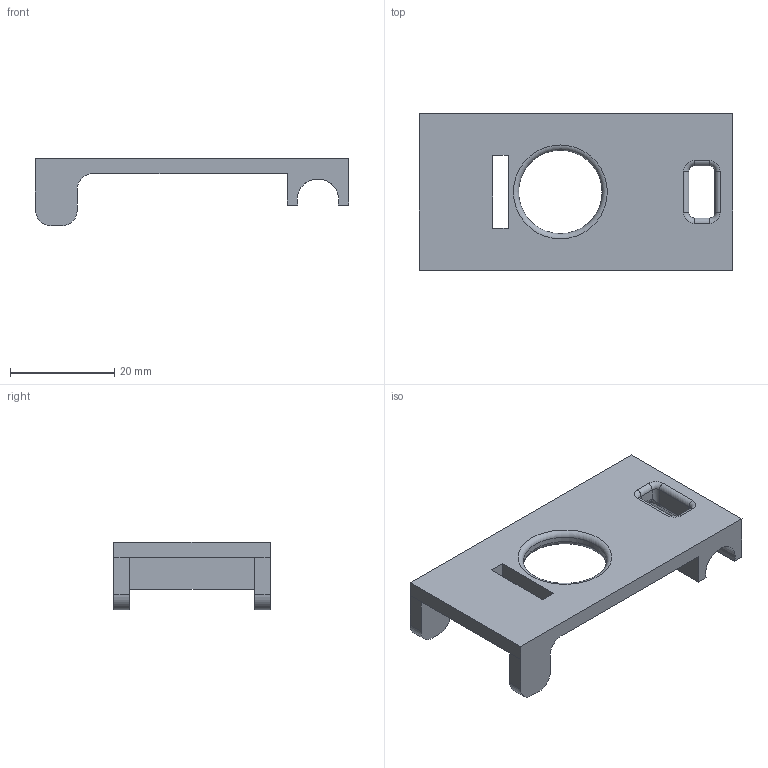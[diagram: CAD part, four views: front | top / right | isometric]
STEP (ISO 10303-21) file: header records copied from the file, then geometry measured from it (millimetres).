
FILE_DESCRIPTION(('FreeCAD Model'),'2;1');
FILE_NAME( 'laser_sledge.step', '2019-03-03T18:39:36',('Author'),(''), 'Open CASCADE STEP processor 7.3','FreeCAD','Unknown');
FILE_SCHEMA(('AUTOMOTIVE_DESIGN { 1 0 10303 214 1 1 1 1 }'));
Length unit declared in the file: millimetre
Products named in the file (2): Part; Body
Assembly tree (1 placements, depth 2):
  Part
    Body
Bounding box: 60 x 30 x 13 mm (x, y, z)
Volume: 6021.3 mm3; surface area: 4927.5 mm2
Topology: 1 solids, 1 shells, 57 faces, 143 edges, 88 vertices
Faces by surface type: plane 27, cylinder 18, torus 8, bspline 4
Full cylindrical faces by diameter (mm): 16 x1
Entity records: 3888 total; most frequent: CARTESIAN_POINT 990, DIRECTION 540, LINE 335, VECTOR 335, ORIENTED_EDGE 286, PCURVE 286, DEFINITIONAL_REPRESENTATION 286, EDGE_CURVE 143
